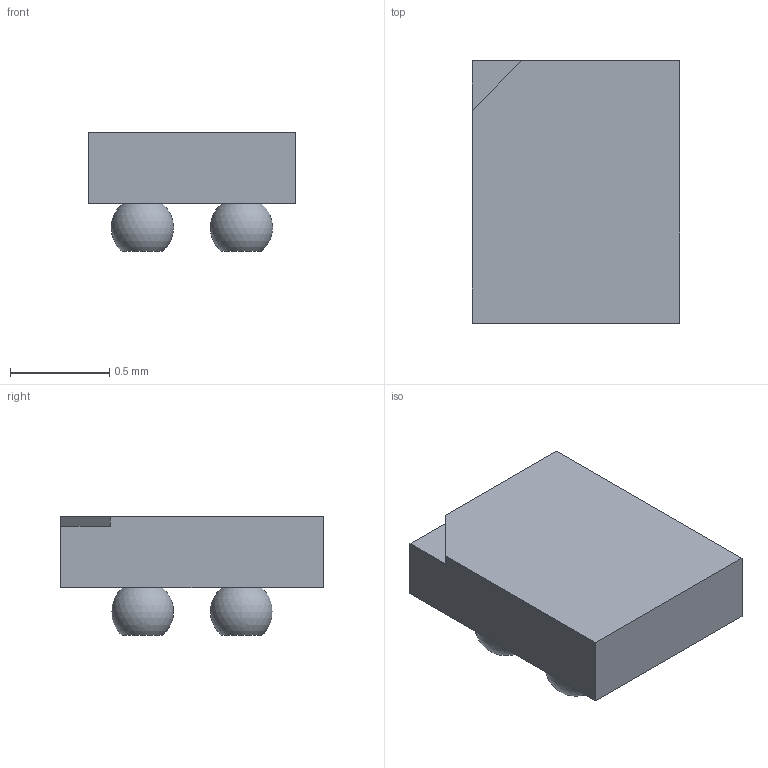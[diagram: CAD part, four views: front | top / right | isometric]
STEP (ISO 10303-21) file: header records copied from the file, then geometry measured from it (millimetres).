
FILE_DESCRIPTION(/* description */ (''),/* implementation_level */ '2;1');
FILE_NAME(/* name */ 'Texas_YZR0004 v2.step',/* time_stamp */ '2023-07-13T22:54:44+02:00',/* author */ (''),/* organization */ (''),/* preprocessor_version */ 'ST-DEVELOPER v19.2',/* originating_system */ 'Autodesk Translation Framework v12.6.0.85',/* authorisation */ '');
FILE_SCHEMA (('AUTOMOTIVE_DESIGN { 1 0 10303 214 3 1 1 }'));
Length unit declared in the file: millimetre
Products named in the file (1): Texas_YZR0004
Bounding box: 1.04 x 1.32 x 0.6 mm (x, y, z)
Volume: 0.6 mm3; surface area: 5.4 mm2
Topology: 1 solids, 1 shells, 16 faces, 30 edges, 20 vertices
Faces by surface type: plane 12, sphere 4
Entity records: 461 total; most frequent: DIRECTION 76, CARTESIAN_POINT 67, ORIENTED_EDGE 60, EDGE_CURVE 30, AXIS2_PLACEMENT_3D 29, EDGE_LOOP 20, VERTEX_POINT 20, LINE 18
